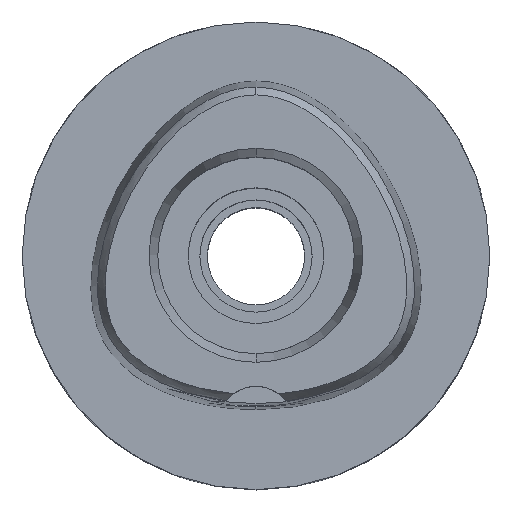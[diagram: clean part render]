
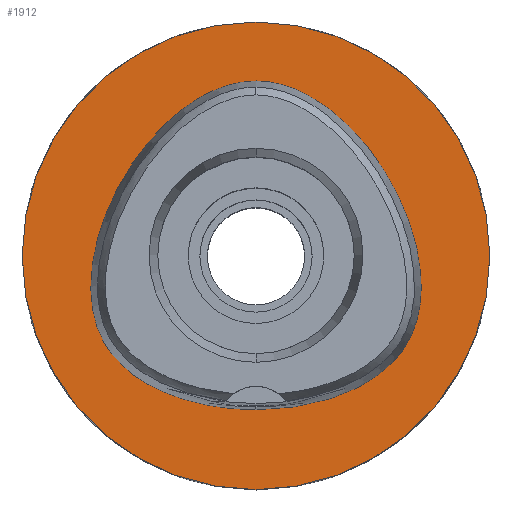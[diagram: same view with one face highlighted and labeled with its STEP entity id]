
A CAD part, top view. The second image highlights one B-rep face of the part: STEP entity #1912.
In plain terms, the highlighted planar face has unit normal (0, 0, 1).
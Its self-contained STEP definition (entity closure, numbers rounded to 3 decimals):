
#47 = CARTESIAN_POINT ( 'NONE',  ( -11.687, -13.704, 0. ) ) ;
#75 = CARTESIAN_POINT ( 'NONE',  ( -16.517, 3.703, 0. ) ) ;
#105 = CARTESIAN_POINT ( 'NONE',  ( 0.68, 18.695, 0. ) ) ;
#131 = ORIENTED_EDGE ( 'NONE', *, *, #2423, .F. ) ;
#218 = EDGE_LOOP ( 'NONE', ( #131, #2233 ) ) ;
#403 = CARTESIAN_POINT ( 'NONE',  ( -16.206, -9.357, 0. ) ) ;
#419 = EDGE_CURVE ( 'NONE', #4298, #2217, #2775, .T. ) ;
#454 = CARTESIAN_POINT ( 'NONE',  ( -17.165, -7.166, 0. ) ) ;
#476 = DIRECTION ( 'NONE',  ( 0., -1., 0. ) ) ;
#514 = CARTESIAN_POINT ( 'NONE',  ( 0., 18.695, 0. ) ) ;
#549 = B_SPLINE_CURVE_WITH_KNOTS ( 'NONE', 3,
 ( #1900, #1563, #3071, #3476, #4598, #1177, #1585, #4624, #1333, #2106, #4352, #3530, #3904, #926, #4277, #949, #2444, #854, #3999, #3969, #105, #514 ),
 .UNSPECIFIED., .F., .F.,
 ( 4, 1, 1, 1, 1, 1, 1, 1, 1, 1, 1, 1, 1, 1, 1, 1, 1, 1, 1, 4 ),
 ( 0., 0.083, 0.167, 0.208, 0.25, 0.292, 0.312, 0.333, 0.354, 0.375, 0.417, 0.458, 0.5, 0.583, 0.667, 0.75, 0.833, 0.917, 0.958, 1. ),
 .UNSPECIFIED. ) ;
#664 = ORIENTED_EDGE ( 'NONE', *, *, #2065, .F. ) ;
#750 = CARTESIAN_POINT ( 'NONE',  ( -14.788, -11.282, 0. ) ) ;
#801 = CARTESIAN_POINT ( 'NONE',  ( 0., -16.455, 0. ) ) ;
#830 = CARTESIAN_POINT ( 'NONE',  ( 0., 18.695, 0. ) ) ;
#845 = PLANE ( 'NONE',  #3909 ) ;
#854 = CARTESIAN_POINT ( 'NONE',  ( 7.968, 15.831, 0. ) ) ;
#871 = CARTESIAN_POINT ( 'NONE',  ( 0., -25., 0. ) ) ;
#926 = CARTESIAN_POINT ( 'NONE',  ( 17.498, -0.229, 0. ) ) ;
#949 = CARTESIAN_POINT ( 'NONE',  ( 14.38, 8.302, 0. ) ) ;
#1075 = VERTEX_POINT ( 'NONE', #1228 ) ;
#1177 = CARTESIAN_POINT ( 'NONE',  ( 13.507, -12.483, 0. ) ) ;
#1228 = CARTESIAN_POINT ( 'NONE',  ( 0., 18.695, 0. ) ) ;
#1320 = ORIENTED_EDGE ( 'NONE', *, *, #419, .F. ) ;
#1333 = CARTESIAN_POINT ( 'NONE',  ( 16.206, -9.357, 0. ) ) ;
#1563 = CARTESIAN_POINT ( 'NONE',  ( 1.684, -16.455, 0. ) ) ;
#1585 = CARTESIAN_POINT ( 'NONE',  ( 14.788, -11.282, 0. ) ) ;
#1589 = AXIS2_PLACEMENT_3D ( 'NONE', #2275, #3800, #2346 ) ;
#1637 = CARTESIAN_POINT ( 'NONE',  ( -16.669, -8.446, 0. ) ) ;
#1700 = CARTESIAN_POINT ( 'NONE',  ( 0., 25., 0. ) ) ;
#1900 = CARTESIAN_POINT ( 'NONE',  ( 0., -16.455, 0. ) ) ;
#1912 = ADVANCED_FACE ( 'NONE', ( #3896, #2683 ), #845, .F. ) ;
#1952 = CARTESIAN_POINT ( 'NONE',  ( -17.498, -0.229, 0. ) ) ;
#2065 = EDGE_CURVE ( 'NONE', #2217, #4298, #4146, .T. ) ;
#2106 = CARTESIAN_POINT ( 'NONE',  ( 16.669, -8.446, 0. ) ) ;
#2108 = DIRECTION ( 'NONE',  ( 0., 0., -1. ) ) ;
#2126 = DIRECTION ( 'NONE',  ( 0., -1., 0. ) ) ;
#2217 = VERTEX_POINT ( 'NONE', #871 ) ;
#2233 = ORIENTED_EDGE ( 'NONE', *, *, #2574, .F. ) ;
#2275 = CARTESIAN_POINT ( 'NONE',  ( 0., 0., 0. ) ) ;
#2300 = CARTESIAN_POINT ( 'NONE',  ( -13.507, -12.483, 0. ) ) ;
#2345 = CARTESIAN_POINT ( 'NONE',  ( -14.38, 8.302, 0. ) ) ;
#2346 = DIRECTION ( 'NONE',  ( 0., 1., 0. ) ) ;
#2413 = CARTESIAN_POINT ( 'NONE',  ( 0., -16.455, 0. ) ) ;
#2416 = EDGE_LOOP ( 'NONE', ( #1320, #664 ) ) ;
#2423 = EDGE_CURVE ( 'NONE', #1075, #4157, #4427, .T. ) ;
#2444 = CARTESIAN_POINT ( 'NONE',  ( 11.466, 12.452, 0. ) ) ;
#2574 = EDGE_CURVE ( 'NONE', #4157, #1075, #549, .T. ) ;
#2683 = FACE_BOUND ( 'NONE', #218, .T. ) ;
#2688 = CARTESIAN_POINT ( 'NONE',  ( -5.051, -16.156, 0. ) ) ;
#2716 = CARTESIAN_POINT ( 'NONE',  ( -2.041, 18.55, 0. ) ) ;
#2775 = CIRCLE ( 'NONE', #1589, 25. ) ;
#3071 = CARTESIAN_POINT ( 'NONE',  ( 5.051, -16.156, 0. ) ) ;
#3198 = CARTESIAN_POINT ( 'NONE',  ( 0., 0., 0. ) ) ;
#3417 = CARTESIAN_POINT ( 'NONE',  ( -15.649, -10.213, 0. ) ) ;
#3476 = CARTESIAN_POINT ( 'NONE',  ( 8.947, -15.039, 0. ) ) ;
#3530 = CARTESIAN_POINT ( 'NONE',  ( 17.564, -5.456, 0. ) ) ;
#3774 = CARTESIAN_POINT ( 'NONE',  ( -8.947, -15.039, 0. ) ) ;
#3799 = CARTESIAN_POINT ( 'NONE',  ( -17.711, -3.269, 0. ) ) ;
#3800 = DIRECTION ( 'NONE',  ( 0., 0., -1. ) ) ;
#3827 = CARTESIAN_POINT ( 'NONE',  ( -17.564, -5.456, 0. ) ) ;
#3854 = CARTESIAN_POINT ( 'NONE',  ( -0.68, 18.695, 0. ) ) ;
#3877 = CARTESIAN_POINT ( 'NONE',  ( -11.466, 12.452, 0. ) ) ;
#3896 = FACE_OUTER_BOUND ( 'NONE', #2416, .T. ) ;
#3904 = CARTESIAN_POINT ( 'NONE',  ( 17.711, -3.269, 0. ) ) ;
#3909 = AXIS2_PLACEMENT_3D ( 'NONE', #4217, #4269, #476 ) ;
#3969 = CARTESIAN_POINT ( 'NONE',  ( 2.041, 18.55, 0. ) ) ;
#3999 = CARTESIAN_POINT ( 'NONE',  ( 4.729, 17.735, 0. ) ) ;
#4146 = CIRCLE ( 'NONE', #4787, 25. ) ;
#4157 = VERTEX_POINT ( 'NONE', #2413 ) ;
#4217 = CARTESIAN_POINT ( 'NONE',  ( 0., 0., 0. ) ) ;
#4221 = CARTESIAN_POINT ( 'NONE',  ( -1.684, -16.455, 0. ) ) ;
#4269 = DIRECTION ( 'NONE',  ( 0., 0., -1. ) ) ;
#4272 = CARTESIAN_POINT ( 'NONE',  ( -4.729, 17.735, 0. ) ) ;
#4277 = CARTESIAN_POINT ( 'NONE',  ( 16.517, 3.703, 0. ) ) ;
#4298 = VERTEX_POINT ( 'NONE', #1700 ) ;
#4352 = CARTESIAN_POINT ( 'NONE',  ( 17.165, -7.166, 0. ) ) ;
#4427 = B_SPLINE_CURVE_WITH_KNOTS ( 'NONE', 3,
 ( #830, #3854, #2716, #4272, #4653, #3877, #2345, #75, #1952, #3799, #3827, #454, #1637, #403, #3417, #750, #2300, #47, #3774, #2688, #4221, #801 ),
 .UNSPECIFIED., .F., .F.,
 ( 4, 1, 1, 1, 1, 1, 1, 1, 1, 1, 1, 1, 1, 1, 1, 1, 1, 1, 1, 4 ),
 ( 0., 0.042, 0.083, 0.167, 0.25, 0.333, 0.417, 0.5, 0.542, 0.583, 0.625, 0.646, 0.667, 0.688, 0.708, 0.75, 0.792, 0.833, 0.917, 1. ),
 .UNSPECIFIED. ) ;
#4598 = CARTESIAN_POINT ( 'NONE',  ( 11.687, -13.704, 0. ) ) ;
#4624 = CARTESIAN_POINT ( 'NONE',  ( 15.649, -10.213, 0. ) ) ;
#4653 = CARTESIAN_POINT ( 'NONE',  ( -7.968, 15.831, 0. ) ) ;
#4787 = AXIS2_PLACEMENT_3D ( 'NONE', #3198, #2108, #2126 ) ;
